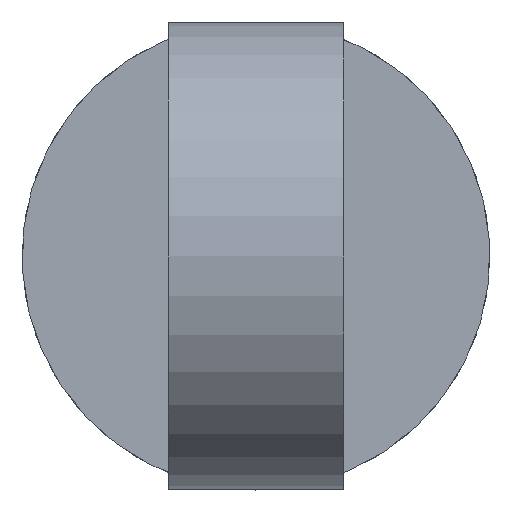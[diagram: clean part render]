
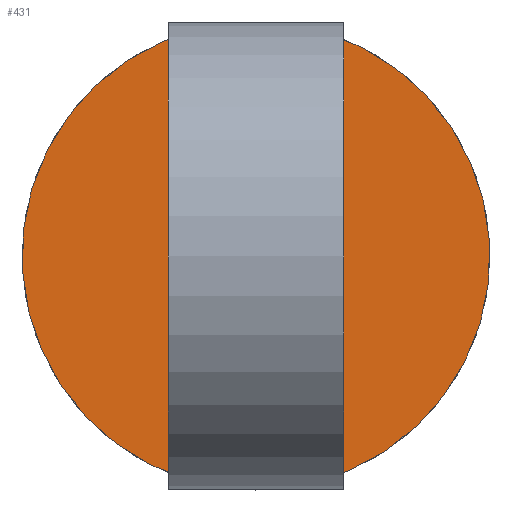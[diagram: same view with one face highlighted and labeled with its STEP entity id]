
A CAD part, left-side view. The second image highlights one B-rep face of the part: STEP entity #431.
In plain terms, the highlighted planar face has unit normal (-1, 0, 0).
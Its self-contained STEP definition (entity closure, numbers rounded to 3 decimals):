
#27=LINE('',#701,#50);
#33=LINE('',#731,#56);
#36=LINE('',#753,#59);
#41=LINE('',#780,#64);
#50=VECTOR('',#554,10.);
#56=VECTOR('',#574,10.);
#59=VECTOR('',#587,10.);
#64=VECTOR('',#606,10.);
#84=FACE_BOUND('',#134,.T.);
#105=FACE_OUTER_BOUND('',#133,.T.);
#133=EDGE_LOOP('',(#348));
#134=EDGE_LOOP('',(#349,#350,#351,#352,#353,#354,#355,#356));
#150=CIRCLE('',#467,10.);
#154=CIRCLE('',#474,10.);
#156=CIRCLE('',#479,10.);
#158=CIRCLE('',#484,10.);
#161=CIRCLE('',#490,40.);
#185=VERTEX_POINT('',#681);
#186=VERTEX_POINT('',#683);
#188=VERTEX_POINT('',#700);
#193=VERTEX_POINT('',#711);
#194=VERTEX_POINT('',#713);
#197=VERTEX_POINT('',#735);
#199=VERTEX_POINT('',#752);
#203=VERTEX_POINT('',#762);
#205=VERTEX_POINT('',#782);
#230=EDGE_CURVE('',#185,#186,#150,.F.);
#234=EDGE_CURVE('',#186,#188,#27,.T.);
#240=EDGE_CURVE('',#193,#194,#154,.F.);
#245=EDGE_CURVE('',#194,#185,#33,.T.);
#247=EDGE_CURVE('',#188,#197,#156,.F.);
#251=EDGE_CURVE('',#199,#197,#36,.T.);
#256=EDGE_CURVE('',#199,#203,#158,.F.);
#261=EDGE_CURVE('',#203,#193,#41,.T.);
#262=EDGE_CURVE('',#205,#205,#161,.T.);
#348=ORIENTED_EDGE('',*,*,#262,.T.);
#349=ORIENTED_EDGE('',*,*,#251,.T.);
#350=ORIENTED_EDGE('',*,*,#247,.F.);
#351=ORIENTED_EDGE('',*,*,#234,.F.);
#352=ORIENTED_EDGE('',*,*,#230,.F.);
#353=ORIENTED_EDGE('',*,*,#245,.F.);
#354=ORIENTED_EDGE('',*,*,#240,.F.);
#355=ORIENTED_EDGE('',*,*,#261,.F.);
#356=ORIENTED_EDGE('',*,*,#256,.F.);
#409=PLANE('',#489);
#431=ADVANCED_FACE('',(#105,#84),#409,.T.);
#467=AXIS2_PLACEMENT_3D('',#684,#546,#547);
#474=AXIS2_PLACEMENT_3D('',#714,#565,#566);
#479=AXIS2_PLACEMENT_3D('',#736,#579,#580);
#484=AXIS2_PLACEMENT_3D('',#763,#595,#596);
#489=AXIS2_PLACEMENT_3D('',#781,#607,#608);
#490=AXIS2_PLACEMENT_3D('',#783,#609,#610);
#546=DIRECTION('center_axis',(1.,0.,0.));
#547=DIRECTION('ref_axis',(0.,-0.707,-0.707));
#554=DIRECTION('',(0.,0.,1.));
#565=DIRECTION('center_axis',(1.,0.,0.));
#566=DIRECTION('ref_axis',(0.,0.707,-0.707));
#574=DIRECTION('',(0.,-1.,0.));
#579=DIRECTION('center_axis',(1.,0.,0.));
#580=DIRECTION('ref_axis',(0.,-0.707,0.707));
#587=DIRECTION('',(0.,-1.,0.));
#595=DIRECTION('center_axis',(1.,0.,0.));
#596=DIRECTION('ref_axis',(0.,0.707,0.707));
#606=DIRECTION('',(0.,0.,-1.));
#607=DIRECTION('center_axis',(-1.,0.,0.));
#608=DIRECTION('ref_axis',(0.,-0.998,0.063));
#609=DIRECTION('center_axis',(-1.,0.,0.));
#610=DIRECTION('ref_axis',(0.,-0.998,0.063));
#681=CARTESIAN_POINT('',(-175.,-5.,-15.));
#683=CARTESIAN_POINT('',(-175.,-15.,-5.));
#684=CARTESIAN_POINT('Origin',(-175.,-5.,-5.));
#700=CARTESIAN_POINT('',(-175.,-15.,5.));
#701=CARTESIAN_POINT('',(-175.,-15.,40.));
#711=CARTESIAN_POINT('',(-175.,15.,-5.));
#713=CARTESIAN_POINT('',(-175.,5.,-15.));
#714=CARTESIAN_POINT('Origin',(-175.,5.,-5.));
#731=CARTESIAN_POINT('',(-175.,15.,-15.));
#735=CARTESIAN_POINT('',(-175.,-5.,15.));
#736=CARTESIAN_POINT('Origin',(-175.,-5.,5.));
#752=CARTESIAN_POINT('',(-175.,5.,15.));
#753=CARTESIAN_POINT('',(-175.,15.,15.));
#762=CARTESIAN_POINT('',(-175.,15.,5.));
#763=CARTESIAN_POINT('Origin',(-175.,5.,5.));
#780=CARTESIAN_POINT('',(-175.,15.,40.));
#781=CARTESIAN_POINT('Origin',(-175.,0.,0.));
#782=CARTESIAN_POINT('',(-175.,39.922,-2.501));
#783=CARTESIAN_POINT('Origin',(-175.,0.,0.));
